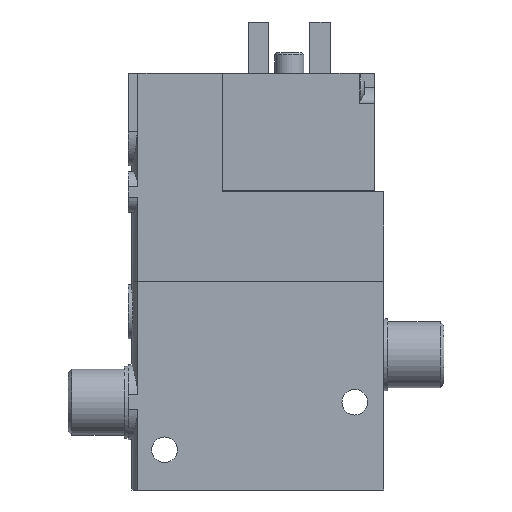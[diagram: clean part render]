
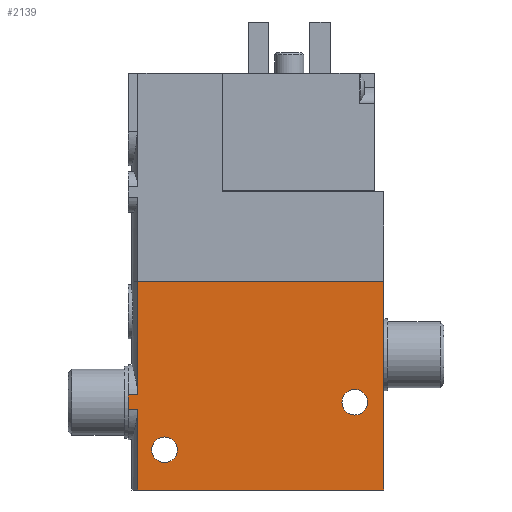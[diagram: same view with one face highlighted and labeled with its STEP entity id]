
A CAD part, left-side view. The second image highlights one B-rep face of the part: STEP entity #2139.
In plain terms, the highlighted face is planar.
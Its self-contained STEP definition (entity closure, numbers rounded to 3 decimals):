
#83=PLANE('',#2343);
#196=CIRCLE('',#2335,1.75);
#201=CIRCLE('',#2344,1.75);
#343=ORIENTED_EDGE('',*,*,#895,.T.);
#344=ORIENTED_EDGE('',*,*,#918,.T.);
#345=ORIENTED_EDGE('',*,*,#909,.F.);
#346=ORIENTED_EDGE('',*,*,#885,.T.);
#347=ORIENTED_EDGE('',*,*,#897,.T.);
#348=ORIENTED_EDGE('',*,*,#887,.T.);
#349=ORIENTED_EDGE('',*,*,#914,.F.);
#350=ORIENTED_EDGE('',*,*,#919,.F.);
#351=ORIENTED_EDGE('',*,*,#920,.F.);
#352=ORIENTED_EDGE('',*,*,#906,.F.);
#885=EDGE_CURVE('',#1182,#1181,#1388,.F.);
#887=EDGE_CURVE('',#1183,#1184,#1389,.T.);
#895=EDGE_CURVE('',#1192,#1191,#1393,.T.);
#897=EDGE_CURVE('',#1181,#1183,#1395,.T.);
#906=EDGE_CURVE('',#1199,#1199,#196,.F.);
#909=EDGE_CURVE('',#1182,#1201,#1401,.T.);
#914=EDGE_CURVE('',#1204,#1184,#1404,.T.);
#918=EDGE_CURVE('',#1191,#1201,#1407,.T.);
#919=EDGE_CURVE('',#1192,#1204,#1408,.T.);
#920=EDGE_CURVE('',#1206,#1206,#201,.F.);
#1181=VERTEX_POINT('',#3229);
#1182=VERTEX_POINT('',#3231);
#1183=VERTEX_POINT('',#3241);
#1184=VERTEX_POINT('',#3242);
#1191=VERTEX_POINT('',#3263);
#1192=VERTEX_POINT('',#3265);
#1199=VERTEX_POINT('',#3297);
#1201=VERTEX_POINT('',#3303);
#1204=VERTEX_POINT('',#3311);
#1206=VERTEX_POINT('',#3322);
#1388=LINE('',#3230,#1535);
#1389=LINE('',#3240,#1536);
#1393=LINE('',#3264,#1540);
#1395=LINE('',#3268,#1542);
#1401=LINE('',#3302,#1548);
#1404=LINE('',#3312,#1551);
#1407=LINE('',#3319,#1554);
#1408=LINE('',#3320,#1555);
#1535=VECTOR('',#2579,1000.);
#1536=VECTOR('',#2582,1000.);
#1540=VECTOR('',#2594,1000.);
#1542=VECTOR('',#2598,1000.);
#1548=VECTOR('',#2622,1000.);
#1551=VECTOR('',#2631,1000.);
#1554=VECTOR('',#2640,1000.);
#1555=VECTOR('',#2641,1000.);
#1698=EDGE_LOOP('',(#343,#344,#345,#346,#347,#348,#349,#350));
#1699=EDGE_LOOP('',(#351));
#1700=EDGE_LOOP('',(#352));
#1896=FACE_BOUND('',#1698,.T.);
#1897=FACE_BOUND('',#1699,.T.);
#1898=FACE_BOUND('',#1700,.T.);
#2139=ADVANCED_FACE('',(#1896,#1897,#1898),#83,.F.);
#2335=AXIS2_PLACEMENT_3D('',#3296,#2615,#2616);
#2343=AXIS2_PLACEMENT_3D('',#3318,#2638,#2639);
#2344=AXIS2_PLACEMENT_3D('',#3321,#2642,#2643);
#2579=DIRECTION('',(0.,-1.,0.));
#2582=DIRECTION('',(0.,-1.,0.));
#2594=DIRECTION('',(-1.,0.,0.));
#2598=DIRECTION('',(1.,0.,0.));
#2615=DIRECTION('',(0.,0.,1.));
#2616=DIRECTION('',(1.,0.,0.));
#2622=DIRECTION('',(-1.,0.,0.));
#2631=DIRECTION('',(-1.,0.,0.));
#2638=DIRECTION('',(0.,0.,1.));
#2639=DIRECTION('',(1.,0.,0.));
#2640=DIRECTION('',(0.,1.,0.));
#2641=DIRECTION('',(0.,1.,0.));
#2642=DIRECTION('',(0.,0.,1.));
#2643=DIRECTION('',(1.,0.,0.));
#3229=CARTESIAN_POINT('',(15.495,35.,-5.));
#3230=CARTESIAN_POINT('',(15.495,0.,-5.));
#3231=CARTESIAN_POINT('',(15.495,33.642,-5.));
#3240=CARTESIAN_POINT('',(17.505,0.,-5.));
#3241=CARTESIAN_POINT('',(17.505,35.,-5.));
#3242=CARTESIAN_POINT('',(17.505,33.642,-5.));
#3263=CARTESIAN_POINT('',(0.,0.,-5.));
#3264=CARTESIAN_POINT('',(28.5,0.,-5.));
#3265=CARTESIAN_POINT('',(28.5,0.,-5.));
#3268=CARTESIAN_POINT('',(16.5,35.,-5.));
#3296=CARTESIAN_POINT('',(16.5,4.,-5.));
#3297=CARTESIAN_POINT('',(18.25,4.,-5.));
#3302=CARTESIAN_POINT('',(28.5,33.642,-5.));
#3303=CARTESIAN_POINT('',(0.,33.642,-5.));
#3311=CARTESIAN_POINT('',(28.5,33.642,-5.));
#3312=CARTESIAN_POINT('',(28.5,33.642,-5.));
#3318=CARTESIAN_POINT('',(28.5,0.,-5.));
#3319=CARTESIAN_POINT('',(0.,0.,-5.));
#3320=CARTESIAN_POINT('',(28.5,0.,-5.));
#3321=CARTESIAN_POINT('',(23.,30.,-5.));
#3322=CARTESIAN_POINT('',(24.75,30.,-5.));
